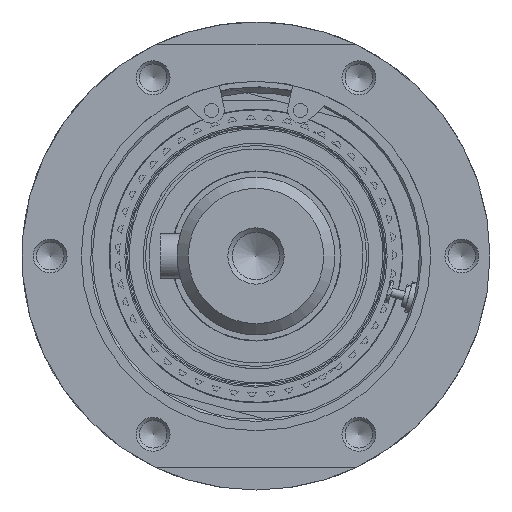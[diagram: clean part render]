
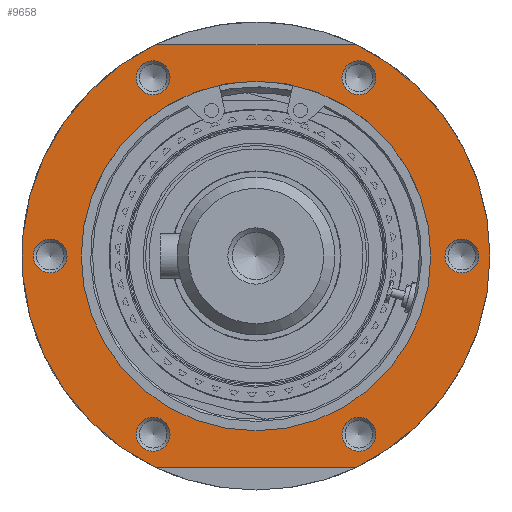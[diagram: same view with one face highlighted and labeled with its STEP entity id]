
A CAD part, left-side view. The second image highlights one B-rep face of the part: STEP entity #9658.
In plain terms, the highlighted planar face has unit normal (-1, 0, 0).
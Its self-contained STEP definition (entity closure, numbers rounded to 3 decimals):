
#284=LINE('',#15183,#845);
#288=LINE('',#15194,#849);
#845=VECTOR('',#11824,10.);
#849=VECTOR('',#11834,10.);
#1674=FACE_BOUND('',#2366,.T.);
#1675=FACE_BOUND('',#2367,.T.);
#1676=FACE_BOUND('',#2368,.T.);
#1677=FACE_BOUND('',#2369,.T.);
#1678=FACE_BOUND('',#2370,.T.);
#1679=FACE_BOUND('',#2371,.T.);
#1680=FACE_BOUND('',#2372,.T.);
#1752=FACE_OUTER_BOUND('',#2365,.T.);
#2365=EDGE_LOOP('',(#6277,#6278,#6279,#6280,#6281));
#2366=EDGE_LOOP('',(#6282));
#2367=EDGE_LOOP('',(#6283));
#2368=EDGE_LOOP('',(#6284));
#2369=EDGE_LOOP('',(#6285,#6286));
#2370=EDGE_LOOP('',(#6287));
#2371=EDGE_LOOP('',(#6288));
#2372=EDGE_LOOP('',(#6289));
#3023=CIRCLE('',#10381,41.5);
#3024=CIRCLE('',#10382,41.5);
#3025=CIRCLE('',#10383,41.5);
#3026=CIRCLE('',#10385,3.);
#3029=CIRCLE('',#10389,3.);
#3030=CIRCLE('',#10390,3.);
#3031=CIRCLE('',#10391,3.);
#3032=CIRCLE('',#10392,31.);
#3033=CIRCLE('',#10393,31.);
#3034=CIRCLE('',#10394,3.);
#3035=CIRCLE('',#10395,3.);
#3787=VERTEX_POINT('',#15180);
#3788=VERTEX_POINT('',#15182);
#3791=VERTEX_POINT('',#15191);
#3792=VERTEX_POINT('',#15193);
#3795=VERTEX_POINT('',#15201);
#3796=VERTEX_POINT('',#15207);
#3799=VERTEX_POINT('',#15215);
#3800=VERTEX_POINT('',#15217);
#3801=VERTEX_POINT('',#15219);
#3802=VERTEX_POINT('',#15221);
#3803=VERTEX_POINT('',#15222);
#3804=VERTEX_POINT('',#15225);
#3805=VERTEX_POINT('',#15227);
#4767=EDGE_CURVE('',#3788,#3787,#284,.T.);
#4772=EDGE_CURVE('',#3792,#3791,#288,.T.);
#4777=EDGE_CURVE('',#3795,#3787,#3023,.T.);
#4778=EDGE_CURVE('',#3788,#3791,#3024,.T.);
#4779=EDGE_CURVE('',#3792,#3795,#3025,.T.);
#4780=EDGE_CURVE('',#3796,#3796,#3026,.T.);
#4784=EDGE_CURVE('',#3799,#3799,#3029,.T.);
#4785=EDGE_CURVE('',#3800,#3800,#3030,.T.);
#4786=EDGE_CURVE('',#3801,#3801,#3031,.T.);
#4787=EDGE_CURVE('',#3802,#3803,#3032,.T.);
#4788=EDGE_CURVE('',#3803,#3802,#3033,.T.);
#4789=EDGE_CURVE('',#3804,#3804,#3034,.T.);
#4790=EDGE_CURVE('',#3805,#3805,#3035,.T.);
#6277=ORIENTED_EDGE('',*,*,#4767,.T.);
#6278=ORIENTED_EDGE('',*,*,#4777,.F.);
#6279=ORIENTED_EDGE('',*,*,#4779,.F.);
#6280=ORIENTED_EDGE('',*,*,#4772,.T.);
#6281=ORIENTED_EDGE('',*,*,#4778,.F.);
#6282=ORIENTED_EDGE('',*,*,#4784,.F.);
#6283=ORIENTED_EDGE('',*,*,#4785,.F.);
#6284=ORIENTED_EDGE('',*,*,#4786,.F.);
#6285=ORIENTED_EDGE('',*,*,#4787,.T.);
#6286=ORIENTED_EDGE('',*,*,#4788,.T.);
#6287=ORIENTED_EDGE('',*,*,#4789,.F.);
#6288=ORIENTED_EDGE('',*,*,#4790,.F.);
#6289=ORIENTED_EDGE('',*,*,#4780,.F.);
#8958=PLANE('',#10388);
#9658=ADVANCED_FACE('',(#1752,#1674,#1675,#1676,#1677,#1678,#1679,#1680),
#8958,.T.);
#10381=AXIS2_PLACEMENT_3D('',#15203,#11843,#11844);
#10382=AXIS2_PLACEMENT_3D('',#15204,#11845,#11846);
#10383=AXIS2_PLACEMENT_3D('',#15205,#11847,#11848);
#10385=AXIS2_PLACEMENT_3D('',#15208,#11851,#11852);
#10388=AXIS2_PLACEMENT_3D('',#15214,#11858,#11859);
#10389=AXIS2_PLACEMENT_3D('',#15216,#11860,#11861);
#10390=AXIS2_PLACEMENT_3D('',#15218,#11862,#11863);
#10391=AXIS2_PLACEMENT_3D('',#15220,#11864,#11865);
#10392=AXIS2_PLACEMENT_3D('',#15223,#11866,#11867);
#10393=AXIS2_PLACEMENT_3D('',#15224,#11868,#11869);
#10394=AXIS2_PLACEMENT_3D('',#15226,#11870,#11871);
#10395=AXIS2_PLACEMENT_3D('',#15228,#11872,#11873);
#11824=DIRECTION('',(0.,-1.,0.));
#11834=DIRECTION('',(0.,1.,0.));
#11843=DIRECTION('center_axis',(1.,0.,0.));
#11844=DIRECTION('ref_axis',(0.,1.,0.));
#11845=DIRECTION('center_axis',(1.,0.,0.));
#11846=DIRECTION('ref_axis',(0.,1.,0.));
#11847=DIRECTION('center_axis',(1.,0.,0.));
#11848=DIRECTION('ref_axis',(0.,1.,0.));
#11851=DIRECTION('center_axis',(-1.,0.,0.));
#11852=DIRECTION('ref_axis',(0.,0.866,0.5));
#11858=DIRECTION('center_axis',(-1.,0.,0.));
#11859=DIRECTION('ref_axis',(0.,0.,1.));
#11860=DIRECTION('center_axis',(-1.,0.,0.));
#11861=DIRECTION('ref_axis',(0.,0.,
1.));
#11862=DIRECTION('center_axis',(-1.,0.,0.));
#11863=DIRECTION('ref_axis',(0.,-0.866,0.5));
#11864=DIRECTION('center_axis',(-1.,0.,0.));
#11865=DIRECTION('ref_axis',(0.,-0.866,-0.5));
#11866=DIRECTION('center_axis',(1.,0.,0.));
#11867=DIRECTION('ref_axis',(0.,1.,0.));
#11868=DIRECTION('center_axis',(1.,0.,0.));
#11869=DIRECTION('ref_axis',(0.,1.,0.));
#11870=DIRECTION('center_axis',(-1.,0.,0.));
#11871=DIRECTION('ref_axis',(0.,0.,-1.));
#11872=DIRECTION('center_axis',(-1.,0.,0.));
#11873=DIRECTION('ref_axis',(0.,0.866,-0.5));
#15180=CARTESIAN_POINT('',(-239.501,-17.776,-37.5));
#15182=CARTESIAN_POINT('',(-239.501,17.776,-37.5));
#15183=CARTESIAN_POINT('',(-239.501,4.214,-37.5));
#15191=CARTESIAN_POINT('',(-239.501,17.776,37.5));
#15193=CARTESIAN_POINT('',(-239.501,-17.776,37.5));
#15194=CARTESIAN_POINT('',(-239.501,32.036,37.5));
#15201=CARTESIAN_POINT('',(-239.501,-41.5,0.));
#15203=CARTESIAN_POINT('Origin',(-239.501,0.,
0.));
#15204=CARTESIAN_POINT('Origin',(-239.501,0.,
0.));
#15205=CARTESIAN_POINT('Origin',(-239.501,0.,
0.));
#15207=CARTESIAN_POINT('',(-239.501,-20.848,30.11));
#15208=CARTESIAN_POINT('Origin',(-239.501,-18.25,31.61));
#15214=CARTESIAN_POINT('Origin',(-239.501,36.25,0.));
#15215=CARTESIAN_POINT('',(-239.501,-36.5,-3.));
#15216=CARTESIAN_POINT('Origin',(-239.501,-36.5,0.));
#15217=CARTESIAN_POINT('',(-239.501,-15.652,-33.11));
#15218=CARTESIAN_POINT('Origin',(-239.501,-18.25,-31.61));
#15219=CARTESIAN_POINT('',(-239.501,20.848,-30.11));
#15220=CARTESIAN_POINT('Origin',(-239.501,18.25,-31.61));
#15221=CARTESIAN_POINT('',(-239.501,31.,0.));
#15222=CARTESIAN_POINT('',(-239.501,-31.,0.));
#15223=CARTESIAN_POINT('Origin',(-239.501,0.,
0.));
#15224=CARTESIAN_POINT('Origin',(-239.501,0.,
0.));
#15225=CARTESIAN_POINT('',(-239.501,36.5,3.));
#15226=CARTESIAN_POINT('Origin',(-239.501,36.5,0.));
#15227=CARTESIAN_POINT('',(-239.501,15.652,33.11));
#15228=CARTESIAN_POINT('Origin',(-239.501,18.25,31.61));
